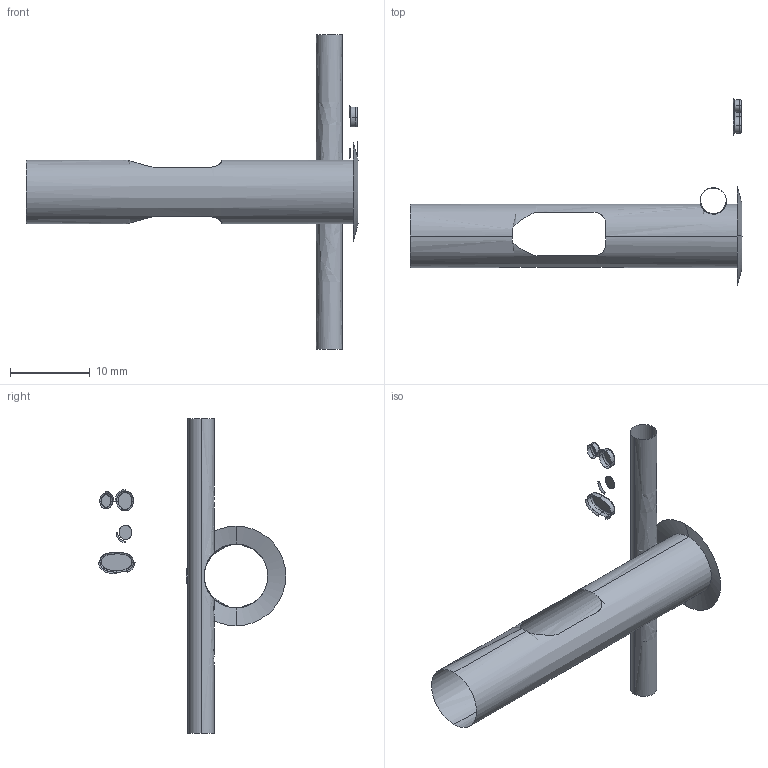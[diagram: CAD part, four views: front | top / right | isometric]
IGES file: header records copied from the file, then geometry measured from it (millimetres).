
Start section: SolidWorks IGES file using analytic representation for surfaces
Global section: file name: CXDH3CA--N---S11.igs; native system: SolidWorks 2022; preprocessor: SolidWorks 2022; author: Fatjon.Dervishaj; date: 231110.112029; units: millimetre
Bounding box: 41.7 x 23.57 x 39.5 mm (x, y, z)
Surface area: 1403.3 mm2 (no closed solid volume)
Topology: 0 solids, 0 shells, 41 faces, 542 edges, 542 vertices
Faces by surface type: bspline 35, revolution 6
